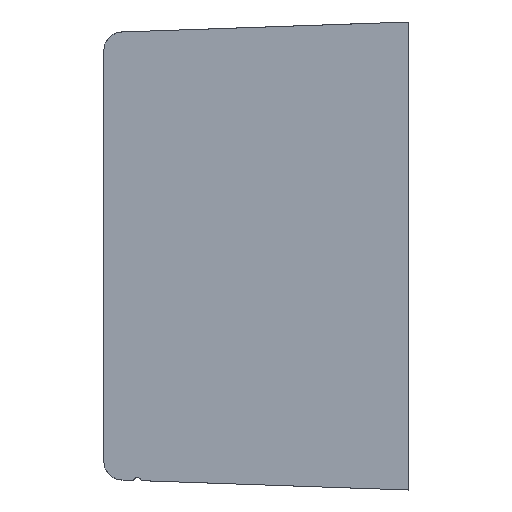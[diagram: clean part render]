
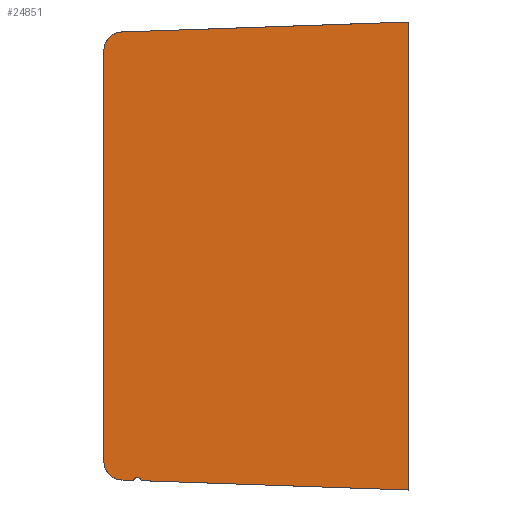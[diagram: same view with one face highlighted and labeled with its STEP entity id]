
A CAD part, left-side view. The second image highlights one B-rep face of the part: STEP entity #24851.
In plain terms, the highlighted planar face has unit normal (1, 0, 0).
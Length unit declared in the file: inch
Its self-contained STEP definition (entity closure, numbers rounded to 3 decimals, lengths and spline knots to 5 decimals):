
#133 = AXIS2_PLACEMENT_3D ( 'NONE', #26259, #11146, #28854 ) ;
#992 = CIRCLE ( 'NONE', #14525, 0.2 ) ;
#1450 = VECTOR ( 'NONE', #21816, 39.37008 ) ;
#1911 = VECTOR ( 'NONE', #30017, 39.37008 ) ;
#2691 = DIRECTION ( 'NONE',  ( 1., 0., 0. ) ) ;
#3711 = VECTOR ( 'NONE', #9727, 39.37008 ) ;
#4095 = EDGE_CURVE ( 'NONE', #26373, #29709, #23937, .T. ) ;
#4599 = CARTESIAN_POINT ( 'NONE',  ( -0.9935, 0., -2.5 ) ) ;
#4659 = VERTEX_POINT ( 'NONE', #27937 ) ;
#4988 = EDGE_CURVE ( 'NONE', #18444, #26373, #13161, .T. ) ;
#6304 = VECTOR ( 'NONE', #20328, 39.37008 ) ;
#6389 = VERTEX_POINT ( 'NONE', #29828 ) ;
#7478 = EDGE_CURVE ( 'NONE', #14778, #6389, #24429, .T. ) ;
#7527 = VECTOR ( 'NONE', #29438, 39.37008 ) ;
#8483 = ORIENTED_EDGE ( 'NONE', *, *, #19803, .T. ) ;
#8501 = CARTESIAN_POINT ( 'NONE',  ( -0.9935, 3.25, 2.19337 ) ) ;
#9278 = CARTESIAN_POINT ( 'NONE',  ( -0.9935, 2.93311, -2.39757 ) ) ;
#9562 = CARTESIAN_POINT ( 'NONE',  ( -0.9935, 3.25, -2.19337 ) ) ;
#9727 = DIRECTION ( 'NONE',  ( 0., 0.999, 0.035 ) ) ;
#10669 = EDGE_CURVE ( 'NONE', #6389, #4659, #21615, .T. ) ;
#11041 = ORIENTED_EDGE ( 'NONE', *, *, #18500, .T. ) ;
#11146 = DIRECTION ( 'NONE',  ( -1., 0., 0. ) ) ;
#12979 = ORIENTED_EDGE ( 'NONE', *, *, #7478, .T. ) ;
#13161 = CIRCLE ( 'NONE', #32617, 0.2 ) ;
#14156 = CARTESIAN_POINT ( 'NONE',  ( -0.9935, 3.25, 2.5 ) ) ;
#14525 = AXIS2_PLACEMENT_3D ( 'NONE', #17796, #2691, #20347 ) ;
#14778 = VERTEX_POINT ( 'NONE', #32251 ) ;
#14904 = EDGE_CURVE ( 'NONE', #4659, #22366, #20886, .T. ) ;
#15665 = ORIENTED_EDGE ( 'NONE', *, *, #10669, .T. ) ;
#16692 = DIRECTION ( 'NONE',  ( 0., 1., 0. ) ) ;
#17116 = LINE ( 'NONE', #9278, #3711 ) ;
#17796 = CARTESIAN_POINT ( 'NONE',  ( -0.9935, 3.05, 2.19337 ) ) ;
#18444 = VERTEX_POINT ( 'NONE', #24727 ) ;
#18500 = EDGE_CURVE ( 'NONE', #22995, #18444, #17116, .T. ) ;
#19110 = PLANE ( 'NONE',  #20754 ) ;
#19244 = DIRECTION ( 'NONE',  ( 0., 0., -1. ) ) ;
#19251 = DIRECTION ( 'NONE',  ( 1., 0., 0. ) ) ;
#19390 = CARTESIAN_POINT ( 'NONE',  ( -0.9935, 3.05, -2.19337 ) ) ;
#19565 = CARTESIAN_POINT ( 'NONE',  ( -0.9935, 2.84799, -2.40055 ) ) ;
#19637 = CARTESIAN_POINT ( 'NONE',  ( -0.9935, 2.93311, -2.39757 ) ) ;
#19790 = ORIENTED_EDGE ( 'NONE', *, *, #28714, .T. ) ;
#19803 = EDGE_CURVE ( 'NONE', #22366, #22995, #29656, .T. ) ;
#19812 = ORIENTED_EDGE ( 'NONE', *, *, #14904, .T. ) ;
#20328 = DIRECTION ( 'NONE',  ( 0., -0.999, 0.035 ) ) ;
#20347 = DIRECTION ( 'NONE',  ( 0., 0., -1. ) ) ;
#20754 = AXIS2_PLACEMENT_3D ( 'NONE', #14156, #31936, #16692 ) ;
#20886 = LINE ( 'NONE', #4599, #7527 ) ;
#21075 = CARTESIAN_POINT ( 'NONE',  ( -0.9935, 3.25, 2.5 ) ) ;
#21615 = LINE ( 'NONE', #29676, #1911 ) ;
#21816 = DIRECTION ( 'NONE',  ( 0., 0., 1. ) ) ;
#22366 = VERTEX_POINT ( 'NONE', #19565 ) ;
#22995 = VERTEX_POINT ( 'NONE', #19637 ) ;
#23162 = EDGE_LOOP ( 'NONE', ( #15665, #19812, #8483, #11041, #27172, #32585, #19790, #12979 ) ) ;
#23937 = LINE ( 'NONE', #21075, #1450 ) ;
#24399 = FACE_OUTER_BOUND ( 'NONE', #23162, .T. ) ;
#24429 = LINE ( 'NONE', #29108, #6304 ) ;
#24727 = CARTESIAN_POINT ( 'NONE',  ( -0.9935, 3.05698, -2.39325 ) ) ;
#24851 = ADVANCED_FACE ( 'NONE', ( #24399 ), #19110, .T. ) ;
#26259 = CARTESIAN_POINT ( 'NONE',  ( -0.9935, 2.89106, -2.41359 ) ) ;
#26373 = VERTEX_POINT ( 'NONE', #9562 ) ;
#27172 = ORIENTED_EDGE ( 'NONE', *, *, #4988, .T. ) ;
#27937 = CARTESIAN_POINT ( 'NONE',  ( -0.9935, 0., -2.5 ) ) ;
#28714 = EDGE_CURVE ( 'NONE', #29709, #14778, #992, .T. ) ;
#28854 = DIRECTION ( 'NONE',  ( 0., -1., 0. ) ) ;
#29108 = CARTESIAN_POINT ( 'NONE',  ( -0.9935, 3.05698, 2.39325 ) ) ;
#29438 = DIRECTION ( 'NONE',  ( 0., 0.999, 0.035 ) ) ;
#29656 = CIRCLE ( 'NONE', #133, 0.045 ) ;
#29676 = CARTESIAN_POINT ( 'NONE',  ( -0.9935, 0., 2.5 ) ) ;
#29709 = VERTEX_POINT ( 'NONE', #8501 ) ;
#29828 = CARTESIAN_POINT ( 'NONE',  ( -0.9935, 0., 2.5 ) ) ;
#30017 = DIRECTION ( 'NONE',  ( 0., 0., -1. ) ) ;
#31936 = DIRECTION ( 'NONE',  ( 1., 0., 0. ) ) ;
#32251 = CARTESIAN_POINT ( 'NONE',  ( -0.9935, 3.05698, 2.39325 ) ) ;
#32585 = ORIENTED_EDGE ( 'NONE', *, *, #4095, .T. ) ;
#32617 = AXIS2_PLACEMENT_3D ( 'NONE', #19390, #19251, #19244 ) ;
